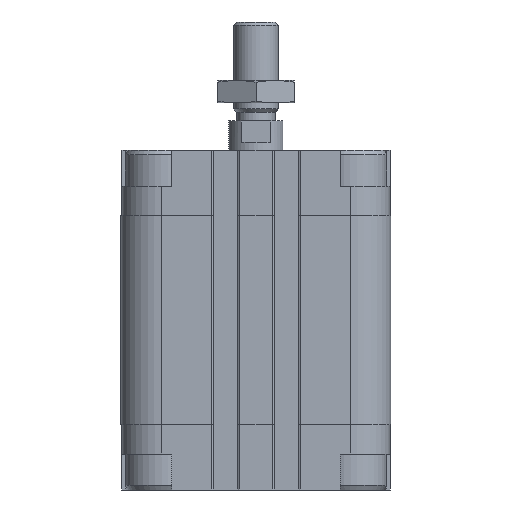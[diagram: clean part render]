
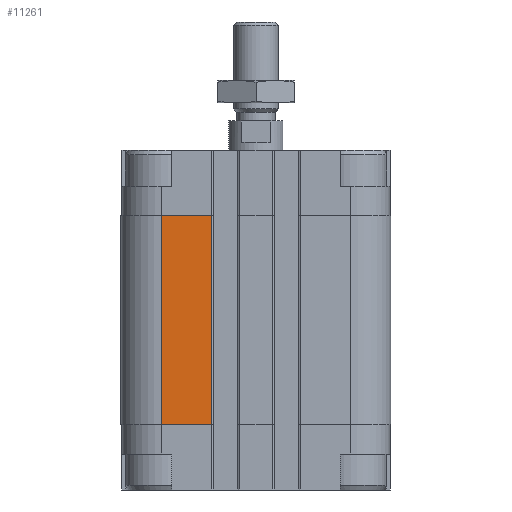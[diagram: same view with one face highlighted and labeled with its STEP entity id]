
A CAD part, front view. The second image highlights one B-rep face of the part: STEP entity #11261.
In plain terms, the highlighted face is planar.
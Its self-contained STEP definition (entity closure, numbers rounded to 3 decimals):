
#222=LINE('',#17086,#1264);
#543=LINE('',#17937,#1585);
#568=LINE('',#18027,#1610);
#569=LINE('',#18029,#1611);
#1264=VECTOR('',#13319,1000.);
#1585=VECTOR('',#14124,1000.);
#1610=VECTOR('',#14261,1000.);
#1611=VECTOR('',#14264,1000.);
#2255=PLANE('',#12197);
#4296=ORIENTED_EDGE('',*,*,#7093,.F.);
#4297=ORIENTED_EDGE('',*,*,#7137,.F.);
#4298=ORIENTED_EDGE('',*,*,#6660,.T.);
#4299=ORIENTED_EDGE('',*,*,#7138,.T.);
#6660=EDGE_CURVE('',#8294,#8293,#222,.T.);
#7093=EDGE_CURVE('',#8581,#8582,#543,.T.);
#7137=EDGE_CURVE('',#8294,#8581,#568,.T.);
#7138=EDGE_CURVE('',#8293,#8582,#569,.T.);
#8293=VERTEX_POINT('',#17085);
#8294=VERTEX_POINT('',#17087);
#8581=VERTEX_POINT('',#17936);
#8582=VERTEX_POINT('',#17938);
#9699=EDGE_LOOP('',(#4296,#4297,#4298,#4299));
#10469=FACE_BOUND('',#9699,.T.);
#11261=ADVANCED_FACE('',(#10469),#2255,.T.);
#12197=AXIS2_PLACEMENT_3D('',#18028,#14262,#14263);
#13319=DIRECTION('',(-1.,0.,0.));
#14124=DIRECTION('',(-1.,0.,0.));
#14261=DIRECTION('',(0.,0.,1.));
#14262=DIRECTION('',(0.,1.,0.));
#14263=DIRECTION('',(0.,0.,1.));
#14264=DIRECTION('',(0.,0.,1.));
#17085=CARTESIAN_POINT('',(9.85,30.,-61.));
#17086=CARTESIAN_POINT('',(21.,30.,-61.));
#17087=CARTESIAN_POINT('',(21.,30.,-61.));
#17936=CARTESIAN_POINT('',(21.,30.,-14.5));
#17937=CARTESIAN_POINT('',(21.,30.,-14.5));
#17938=CARTESIAN_POINT('',(9.85,30.,-14.5));
#18027=CARTESIAN_POINT('',(21.,30.,-61.));
#18028=CARTESIAN_POINT('',(21.,30.,-61.));
#18029=CARTESIAN_POINT('',(9.85,30.,-61.));
